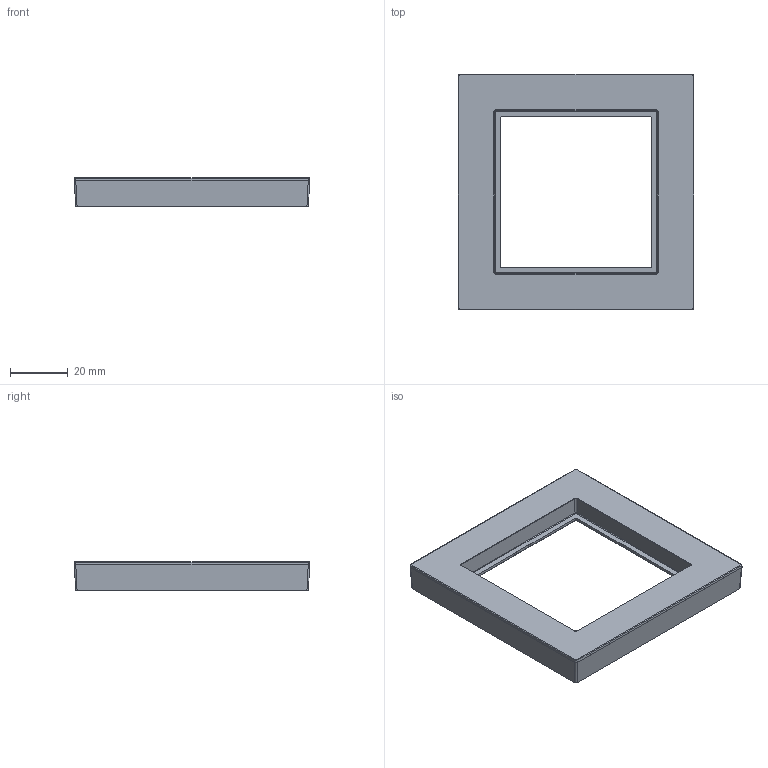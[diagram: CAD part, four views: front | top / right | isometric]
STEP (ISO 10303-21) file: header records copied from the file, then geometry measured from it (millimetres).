
FILE_DESCRIPTION((''),'2;1');
FILE_NAME('WAD6100_GEN_ASM','2025-04-09T08:18:20',('andolfs'),(''),'CREO PARAMETRIC BY PTC INC, 2023154','CREO PARAMETRIC BY PTC INC, 2023154','');
FILE_SCHEMA(('CONFIG_CONTROL_DESIGN','SHAPE_APPEARANCE_LAYERS_GROUPS'));
Products named in the file (3): W4G0068_18; W1A2155_GEN; WAD6100_GEN_ASM
Assembly tree (2 placements, depth 2):
  WAD6100_GEN_ASM
    W4G0068_18
    W1A2155_GEN
Bounding box: 81.5 x 81.5 x 10 mm (x, y, z)
Volume: 12884.5 mm3; surface area: 16966.7 mm2
Topology: 1 solids, 1 shells, 2635 faces, 7106 edges, 4604 vertices
Faces by surface type: plane 1205, extrusion 782, cylinder 354, bspline 226, sphere 32, torus 20, cone 12, revolution 4
Entity records: 129414 total; most frequent: CARTESIAN_POINT 39361, ORIENTED_EDGE 14208, DIRECTION 9608, PRESENTATION_STYLE_ASSIGNMENT 8109, STYLED_ITEM 8109, CURVE_STYLE 7104, EDGE_CURVE 7104, VECTOR 5196
